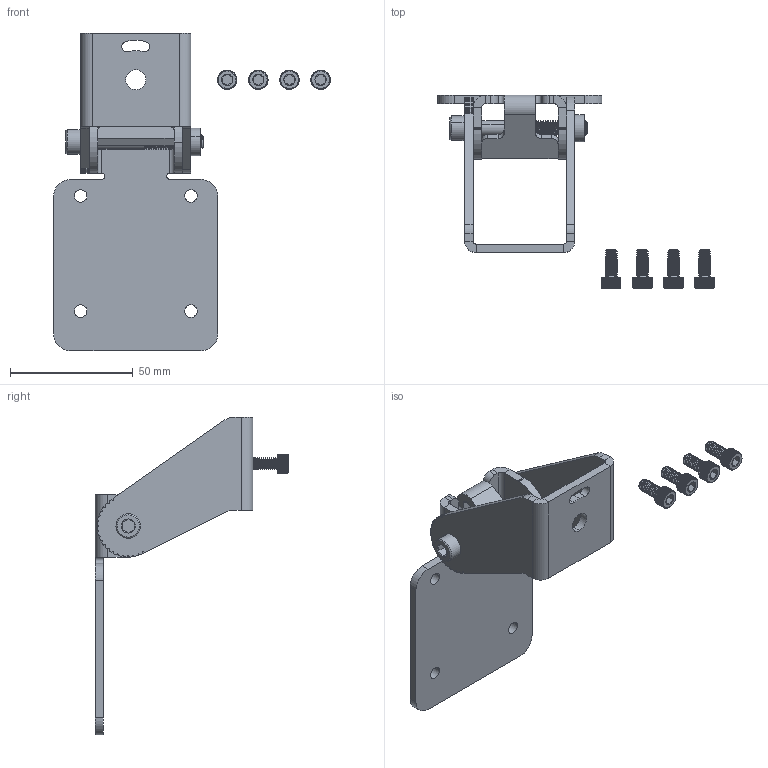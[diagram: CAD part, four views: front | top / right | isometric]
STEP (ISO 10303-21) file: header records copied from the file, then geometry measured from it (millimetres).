
FILE_DESCRIPTION (( 'STEP AP203' ), '1' );
FILE_NAME ('PTU-MN.STEP', '2022-05-20T15:21:56', ( '' ), ( '' ), 'SwSTEP 2.0', 'SolidWorks 2021', '' );
FILE_SCHEMA (( 'CONFIG_CONTROL_DESIGN' ));
Length unit declared in the file: inch
Products named in the file (7): 92196A268_92196A268; 200301; 200300_BOM; 91292A144_91292A144; 201173; PTU-MN; SP-M6-1
Assembly tree (9 placements, depth 3):
  PTU-MN
    200300_BOM
      200301
      SP-M6-1
    201173
    91292A144_91292A144
    92196A268_92196A268  x4
Bounding box: 112.85 x 79.08 x 129.69 mm (x, y, z)
Volume: 44954 mm3; surface area: 32174.4 mm2
Topology: 8 solids, 8 shells, 1611 faces, 4126 edges, 2550 vertices
Faces by surface type: plane 679, cylinder 597, cone 320, bspline 15
Entity records: 29682 total; most frequent: CARTESIAN_POINT 11406, ORIENTED_EDGE 3824, DIRECTION 3563, EDGE_CURVE 1912, AXIS2_PLACEMENT_3D 1348, VERTEX_POINT 1209, VECTOR 867, LINE 867
